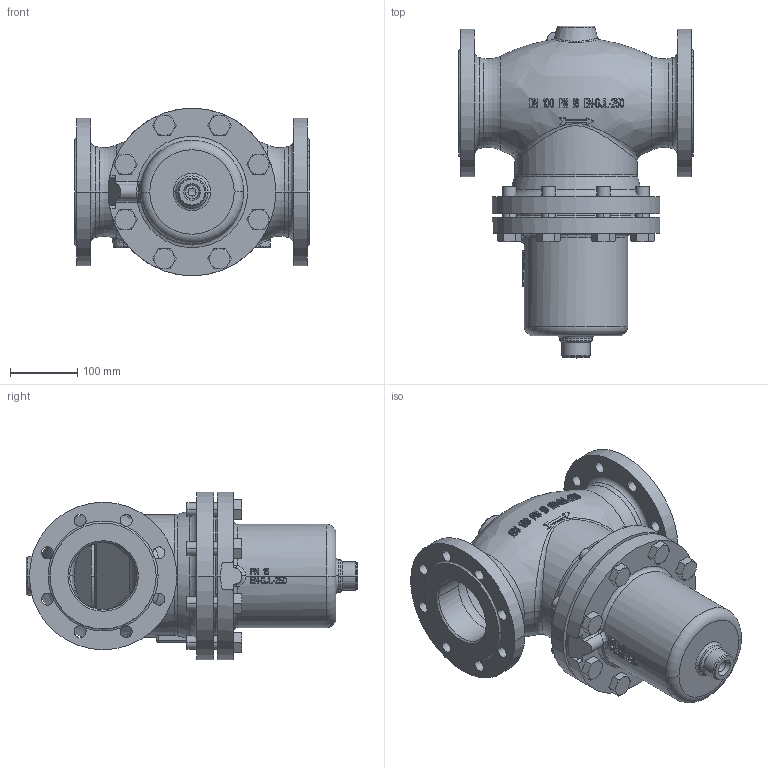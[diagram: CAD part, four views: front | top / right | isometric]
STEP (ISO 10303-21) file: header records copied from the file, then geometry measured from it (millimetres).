
FILE_DESCRIPTION((''),'2;1');
FILE_NAME('065B2396_ASM','2015-03-13T',('u317927'),('Danfoss'),'PRO/ENGINEER BY PARAMETRIC TECHNOLOGY CORPORATION, 2014000','PRO/ENGINEER BY PARAMETRIC TECHNOLOGY CORPORATION, 2014000','');
FILE_SCHEMA(('CONFIG_CONTROL_DESIGN'));
Length unit declared in the file: millimetre
Products named in the file (4): 8861008; 8861017; 5184025; 065B2396_ASM
Assembly tree (10 placements, depth 2):
  065B2396_ASM
    8861008
    8861017
    5184025  x8
Bounding box: 350 x 495.1 x 250 mm (x, y, z)
Volume: 7019518.8 mm3; surface area: 1015416.6 mm2
Topology: 10 solids, 30 shells, 1391 faces, 3765 edges, 2461 vertices
Faces by surface type: plane 928, cylinder 237, cone 88, bspline 76, torus 60, sphere 2
Entity records: 43536 total; most frequent: CARTESIAN_POINT 14640, ORIENTED_EDGE 6666, DIRECTION 5068, EDGE_CURVE 3359, VERTEX_POINT 2209, AXIS2_PLACEMENT_3D 1957, B_SPLINE_CURVE_WITH_KNOTS 1394, EDGE_LOOP 1322
